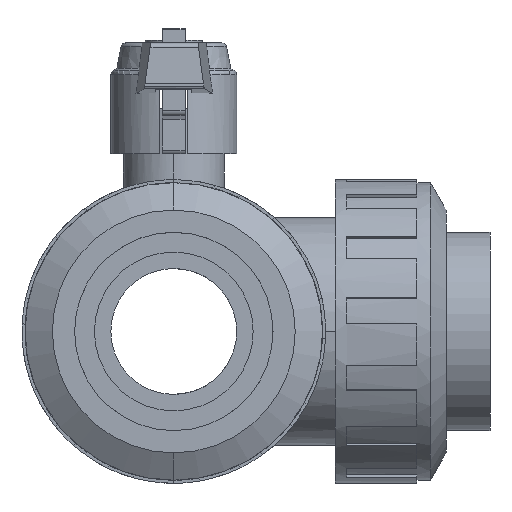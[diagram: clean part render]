
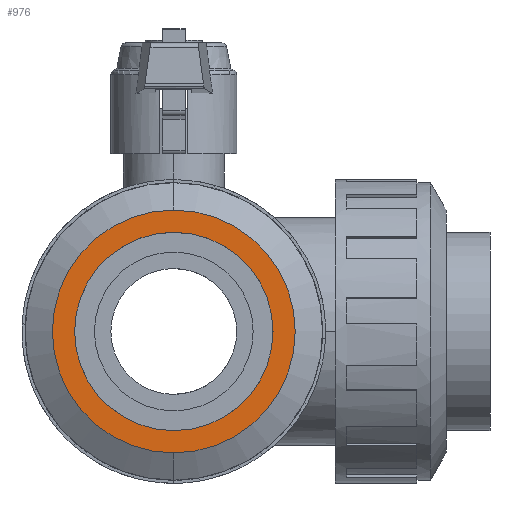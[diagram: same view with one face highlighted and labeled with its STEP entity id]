
A CAD part, left-side view. The second image highlights one B-rep face of the part: STEP entity #976.
In plain terms, the highlighted planar face has unit normal (-1, 0, 0).
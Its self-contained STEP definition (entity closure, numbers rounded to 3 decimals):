
#976=ADVANCED_FACE('',(#2073,#2074),#2075,.T.);
#2073=FACE_BOUND('',#3292,.T.);
#2074=FACE_OUTER_BOUND('',#3293,.T.);
#2075=PLANE('',#3294);
#3292=EDGE_LOOP('',(#6410,#6411));
#3293=EDGE_LOOP('',(#6412,#6413));
#3294=AXIS2_PLACEMENT_3D('',#6414,#6415,#6416);
#6410=ORIENTED_EDGE('',*,*,#8569,.F.);
#6411=ORIENTED_EDGE('',*,*,#7578,.F.);
#6412=ORIENTED_EDGE('',*,*,#7583,.T.);
#6413=ORIENTED_EDGE('',*,*,#8567,.T.);
#6414=CARTESIAN_POINT('',(-108.077,0.0,43.788));
#6415=DIRECTION('',(-1.0,0.0,0.0));
#6416=DIRECTION('',(0.0,-0.0,1.0));
#7578=EDGE_CURVE('',#9217,#9213,#9219,.T.);
#7583=EDGE_CURVE('',#9222,#9226,#9228,.T.);
#8567=EDGE_CURVE('',#9226,#9222,#10694,.T.);
#8569=EDGE_CURVE('',#9213,#9217,#10696,.T.);
#9213=VERTEX_POINT('',#11602);
#9217=VERTEX_POINT('',#11607);
#9219=CIRCLE('',#11610,39.375);
#9222=VERTEX_POINT('',#11613);
#9226=VERTEX_POINT('',#11618);
#9228=CIRCLE('',#11621,48.2);
#10694=CIRCLE('',#14055,48.2);
#10696=CIRCLE('',#14057,39.375);
#11602=CARTESIAN_POINT('',(-108.077,0.0,39.375));
#11607=CARTESIAN_POINT('',(-108.077,0.,-39.375));
#11610=AXIS2_PLACEMENT_3D('',#14854,#14855,#14856);
#11613=CARTESIAN_POINT('',(-108.077,0.0,48.2));
#11618=CARTESIAN_POINT('',(-108.077,0.,-48.2));
#11621=AXIS2_PLACEMENT_3D('',#14862,#14863,#14864);
#14055=AXIS2_PLACEMENT_3D('',#16026,#16027,#16028);
#14057=AXIS2_PLACEMENT_3D('',#16029,#16030,#16031);
#14854=CARTESIAN_POINT('',(-108.077,0.0,0.0));
#14855=DIRECTION('',(-1.0,0.0,0.0));
#14856=DIRECTION('',(0.0,-0.0,1.0));
#14862=CARTESIAN_POINT('',(-108.077,0.0,0.0));
#14863=DIRECTION('',(-1.0,0.0,0.0));
#14864=DIRECTION('',(0.0,-0.0,1.0));
#16026=CARTESIAN_POINT('',(-108.077,0.0,0.0));
#16027=DIRECTION('',(-1.0,0.0,0.0));
#16028=DIRECTION('',(0.0,-0.0,1.0));
#16029=CARTESIAN_POINT('',(-108.077,0.0,0.0));
#16030=DIRECTION('',(-1.0,0.0,0.0));
#16031=DIRECTION('',(0.0,-0.0,1.0));
